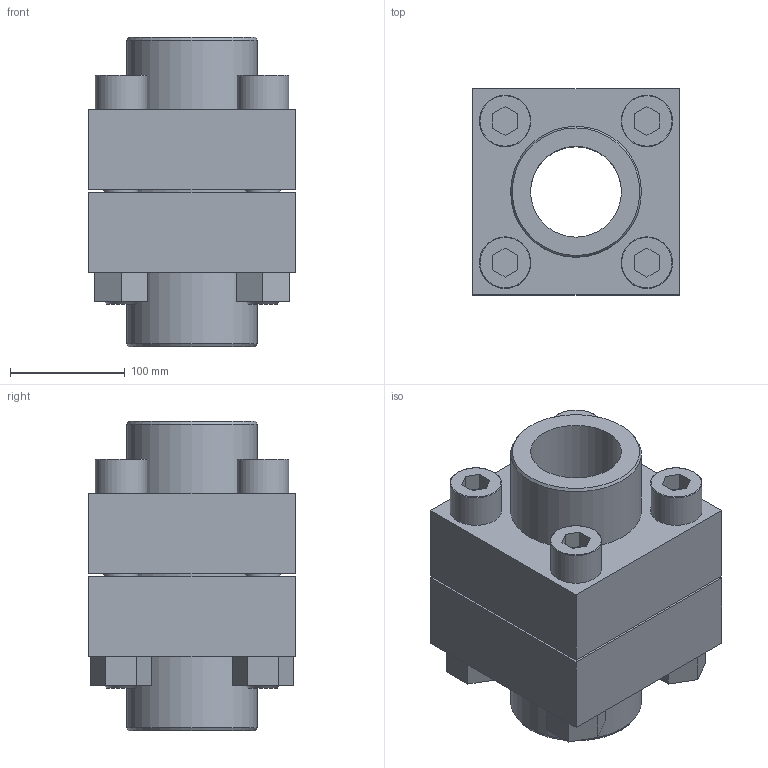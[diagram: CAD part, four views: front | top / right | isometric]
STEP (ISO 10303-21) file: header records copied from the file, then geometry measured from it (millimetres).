
FILE_DESCRIPTION(/* description */ ('STEP AP203'),/* implementation_level */ '2;1');
FILE_NAME(/* name */ 'ISO-Flange Coupling FFK 80-114.3x17.5-01',/* time_stamp */ '2023-05-02T11:28:38+02:00',/* author */ ('License CC BY-ND 4.0'),/* organization */ ('CADENAS'),/* preprocessor_version */ 'ST-DEVELOPER v19.3',/* originating_system */ 'PARTsolutions',/* authorisation */ ' ');
FILE_SCHEMA (('CONFIG_CONTROL_DESIGN'));
Length unit declared in the file: millimetre
Products named in the file (1): ISO-Flanschkupplung FFK 80-114.3x17.5-01
Bounding box: 180 x 180 x 270 mm (x, y, z)
Volume: 4898364.5 mm3; surface area: 352251.3 mm2
Topology: 1 solids, 1 shells, 114 faces, 259 edges, 171 vertices
Faces by surface type: plane 82, cylinder 20, cone 8, torus 4
Full cylindrical faces by diameter (mm): 30 x8, 45 x4, 79.3 x2, 88.27 x1, 98.93 x1, 114.3 x3, 135 x1
Entity records: 3002 total; most frequent: DIRECTION 502, CARTESIAN_POINT 499, ORIENTED_EDGE 440, EDGE_CURVE 220, EDGE_LOOP 180, FACE_BOUND 180, LINE 168, VECTOR 168
